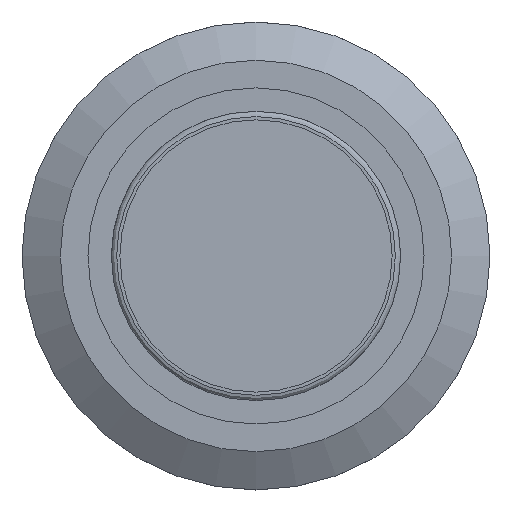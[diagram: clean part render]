
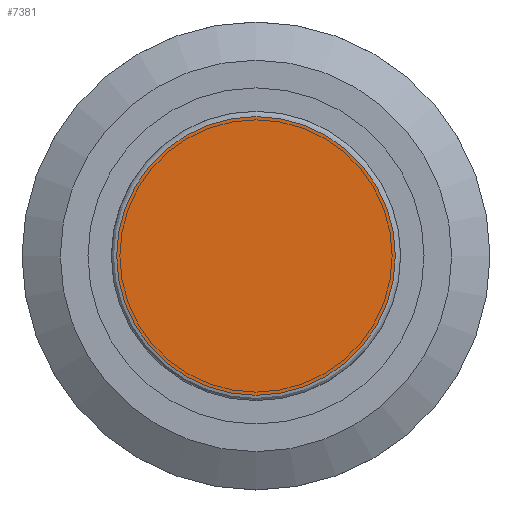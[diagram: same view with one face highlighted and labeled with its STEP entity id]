
A CAD part, top view. The second image highlights one B-rep face of the part: STEP entity #7381.
In plain terms, the highlighted planar face has unit normal (0, 0, 1).
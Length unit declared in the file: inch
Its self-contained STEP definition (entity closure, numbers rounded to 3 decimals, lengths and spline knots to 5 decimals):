
#635=CIRCLE('',#8138,0.25787);
#1135=FACE_OUTER_BOUND('',#1577,.T.);
#1577=EDGE_LOOP('',(#6744));
#3483=VERTEX_POINT('',#13339);
#4571=EDGE_CURVE('',#3483,#3483,#635,.T.);
#6744=ORIENTED_EDGE('',*,*,#4571,.F.);
#6982=PLANE('',#8139);
#7381=ADVANCED_FACE('',(#1135),#6982,.F.);
#8138=AXIS2_PLACEMENT_3D('',#13341,#10208,#10209);
#8139=AXIS2_PLACEMENT_3D('',#13342,#10210,#10211);
#10208=DIRECTION('center_axis',(0.,0.,
-1.));
#10209=DIRECTION('ref_axis',(0.,-1.,0.));
#10210=DIRECTION('center_axis',(0.,0.,
-1.));
#10211=DIRECTION('ref_axis',(0.,-1.,0.));
#13339=CARTESIAN_POINT('',(0.,0.25787,0.80709));
#13341=CARTESIAN_POINT('Origin',(0.,0.,
0.80709));
#13342=CARTESIAN_POINT('Origin',(0.,0.,
0.80709));
